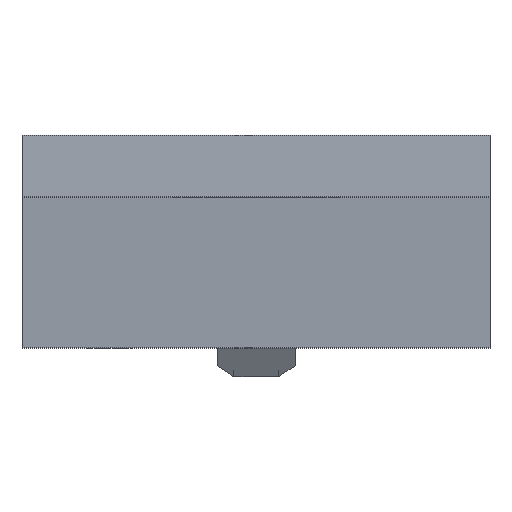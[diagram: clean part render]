
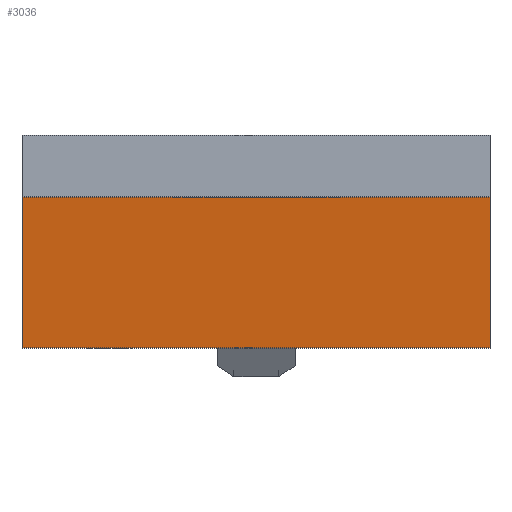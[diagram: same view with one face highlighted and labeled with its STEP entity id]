
A CAD part, top view. The second image highlights one B-rep face of the part: STEP entity #3036.
In plain terms, the highlighted planar face has unit normal (0, -0.116, 0.993).
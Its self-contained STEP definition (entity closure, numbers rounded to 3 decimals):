
#47 = ORIENTED_EDGE ( 'NONE', *, *, #828, .F. ) ;
#78 = CARTESIAN_POINT ( 'NONE',  ( 0., 1.715, 13.8 ) ) ;
#177 = VERTEX_POINT ( 'NONE', #977 ) ;
#258 = EDGE_LOOP ( 'NONE', ( #47, #903, #2362, #1859 ) ) ;
#360 = DIRECTION ( 'NONE',  ( 0., 0.993, 0.116 ) ) ;
#428 = CARTESIAN_POINT ( 'NONE',  ( 0., 3.43, 14. ) ) ;
#537 = LINE ( 'NONE', #1796, #1914 ) ;
#539 = VERTEX_POINT ( 'NONE', #2557 ) ;
#564 = AXIS2_PLACEMENT_3D ( 'NONE', #78, #2013, #360 ) ;
#732 = LINE ( 'NONE', #3125, #2940 ) ;
#828 = EDGE_CURVE ( 'NONE', #539, #995, #537, .T. ) ;
#903 = ORIENTED_EDGE ( 'NONE', *, *, #1488, .F. ) ;
#935 = CARTESIAN_POINT ( 'NONE',  ( 0., 3.43, 14. ) ) ;
#977 = CARTESIAN_POINT ( 'NONE',  ( 10.67, 3.43, 14. ) ) ;
#995 = VERTEX_POINT ( 'NONE', #2860 ) ;
#1207 = LINE ( 'NONE', #935, #1953 ) ;
#1213 = DIRECTION ( 'NONE',  ( 0., -0.993, -0.116 ) ) ;
#1256 = CARTESIAN_POINT ( 'NONE',  ( 0., 3.43, 14. ) ) ;
#1488 = EDGE_CURVE ( 'NONE', #177, #539, #732, .T. ) ;
#1540 = DIRECTION ( 'NONE',  ( 1., 0., 0. ) ) ;
#1705 = EDGE_CURVE ( 'NONE', #1876, #995, #1207, .T. ) ;
#1796 = CARTESIAN_POINT ( 'NONE',  ( 0., 0., 13.6 ) ) ;
#1859 = ORIENTED_EDGE ( 'NONE', *, *, #1705, .T. ) ;
#1876 = VERTEX_POINT ( 'NONE', #428 ) ;
#1914 = VECTOR ( 'NONE', #3148, 1000. ) ;
#1953 = VECTOR ( 'NONE', #1213, 1000. ) ;
#2013 = DIRECTION ( 'NONE',  ( 0., 0.116, -0.993 ) ) ;
#2221 = LINE ( 'NONE', #1256, #3579 ) ;
#2276 = DIRECTION ( 'NONE',  ( 0., -0.993, -0.116 ) ) ;
#2291 = PLANE ( 'NONE',  #564 ) ;
#2362 = ORIENTED_EDGE ( 'NONE', *, *, #3539, .F. ) ;
#2407 = FACE_OUTER_BOUND ( 'NONE', #258, .T. ) ;
#2557 = CARTESIAN_POINT ( 'NONE',  ( 10.67, 0., 13.6 ) ) ;
#2860 = CARTESIAN_POINT ( 'NONE',  ( 0., 0., 13.6 ) ) ;
#2940 = VECTOR ( 'NONE', #2276, 1000. ) ;
#3036 = ADVANCED_FACE ( 'NONE', ( #2407 ), #2291, .F. ) ;
#3125 = CARTESIAN_POINT ( 'NONE',  ( 10.67, 3.43, 14. ) ) ;
#3148 = DIRECTION ( 'NONE',  ( -1., 0., 0. ) ) ;
#3539 = EDGE_CURVE ( 'NONE', #1876, #177, #2221, .T. ) ;
#3579 = VECTOR ( 'NONE', #1540, 1000. ) ;
